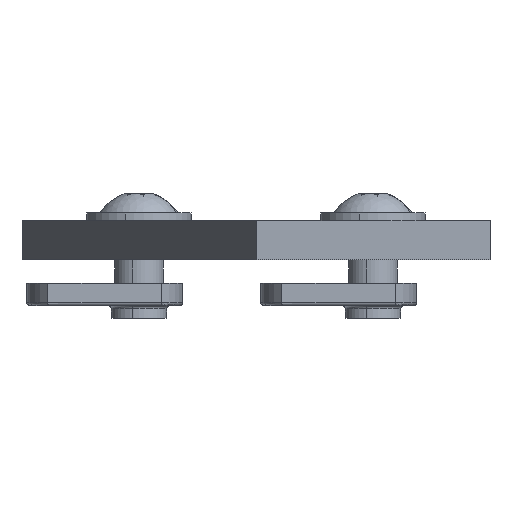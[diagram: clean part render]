
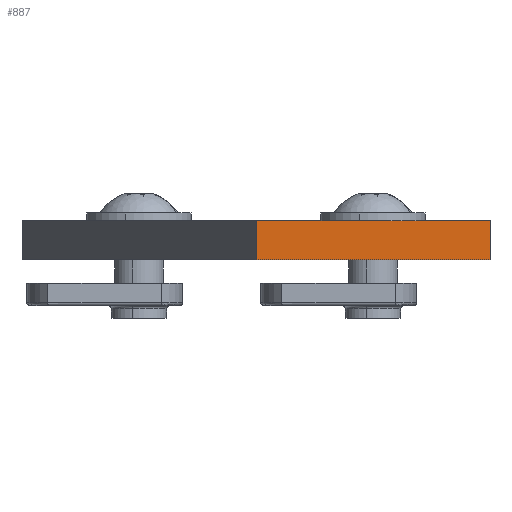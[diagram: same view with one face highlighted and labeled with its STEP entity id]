
A CAD part, left-side view. The second image highlights one B-rep face of the part: STEP entity #887.
In plain terms, the highlighted planar face has unit normal (-1, 0, 0).
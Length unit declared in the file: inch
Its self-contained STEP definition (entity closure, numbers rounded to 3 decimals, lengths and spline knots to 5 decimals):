
#685 = EDGE_CURVE ( 'NONE', #992, #838, #2307, .T. ) ;
#810 = EDGE_CURVE ( 'NONE', #838, #1920, #1034, .T. ) ;
#838 = VERTEX_POINT ( 'NONE', #1280 ) ;
#887 = ADVANCED_FACE ( 'NONE', ( #1664 ), #1665, .F. ) ;
#974 = ORIENTED_EDGE ( 'NONE', *, *, #810, .T. ) ;
#992 = VERTEX_POINT ( 'NONE', #1313 ) ;
#1001 = EDGE_CURVE ( 'NONE', #1754, #1920, #1361, .T. ) ;
#1034 = LINE ( 'NONE', #1035, #1036 ) ;
#1035 = CARTESIAN_POINT ( 'NONE',  ( 0., 1.5, 0. ) ) ;
#1036 = VECTOR ( 'NONE', #1037, 39.37008 ) ;
#1037 = DIRECTION ( 'NONE',  ( 0., -1., 0. ) ) ;
#1122 = CARTESIAN_POINT ( 'NONE',  ( 0., 0., 0. ) ) ;
#1280 = CARTESIAN_POINT ( 'NONE',  ( 0., 1.5, 0. ) ) ;
#1313 = CARTESIAN_POINT ( 'NONE',  ( 0., 1.5, 0.25 ) ) ;
#1361 = LINE ( 'NONE', #1362, #1363 ) ;
#1362 = CARTESIAN_POINT ( 'NONE',  ( 0., 0., 0.25 ) ) ;
#1363 = VECTOR ( 'NONE', #1364, 39.37008 ) ;
#1364 = DIRECTION ( 'NONE',  ( 0., 0., -1. ) ) ;
#1434 = EDGE_LOOP ( 'NONE', ( #974, #2314, #1810, #1830 ) ) ;
#1664 = FACE_OUTER_BOUND ( 'NONE', #1434, .T. ) ;
#1665 = PLANE ( 'NONE',  #1666 ) ;
#1666 = AXIS2_PLACEMENT_3D ( 'NONE', #1667, #1670, #1671 ) ;
#1667 = CARTESIAN_POINT ( 'NONE',  ( 0., 1.5, 0.25 ) ) ;
#1670 = DIRECTION ( 'NONE',  ( 1., 0., 0. ) ) ;
#1671 = DIRECTION ( 'NONE',  ( 0., 1., 0. ) ) ;
#1716 = EDGE_CURVE ( 'NONE', #992, #1754, #1996, .T. ) ;
#1754 = VERTEX_POINT ( 'NONE', #2292 ) ;
#1810 = ORIENTED_EDGE ( 'NONE', *, *, #1716, .F. ) ;
#1830 = ORIENTED_EDGE ( 'NONE', *, *, #685, .T. ) ;
#1920 = VERTEX_POINT ( 'NONE', #1122 ) ;
#1996 = LINE ( 'NONE', #1997, #1998 ) ;
#1997 = CARTESIAN_POINT ( 'NONE',  ( 0., 1.5, 0.25 ) ) ;
#1998 = VECTOR ( 'NONE', #1999, 39.37008 ) ;
#1999 = DIRECTION ( 'NONE',  ( 0., -1., 0. ) ) ;
#2292 = CARTESIAN_POINT ( 'NONE',  ( 0., 0., 0.25 ) ) ;
#2307 = LINE ( 'NONE', #2308, #2309 ) ;
#2308 = CARTESIAN_POINT ( 'NONE',  ( 0., 1.5, 0.25 ) ) ;
#2309 = VECTOR ( 'NONE', #2310, 39.37008 ) ;
#2310 = DIRECTION ( 'NONE',  ( 0., 0., -1. ) ) ;
#2314 = ORIENTED_EDGE ( 'NONE', *, *, #1001, .F. ) ;
